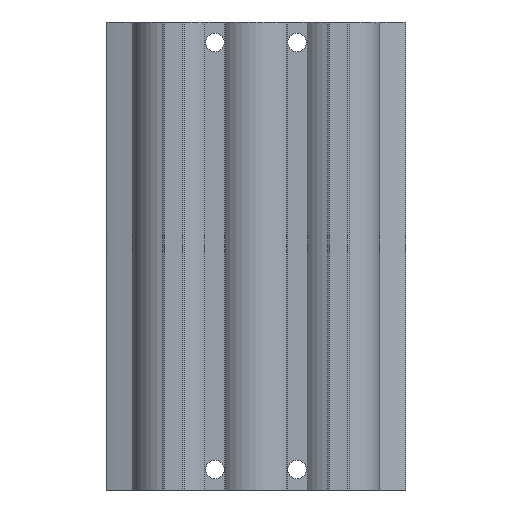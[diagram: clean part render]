
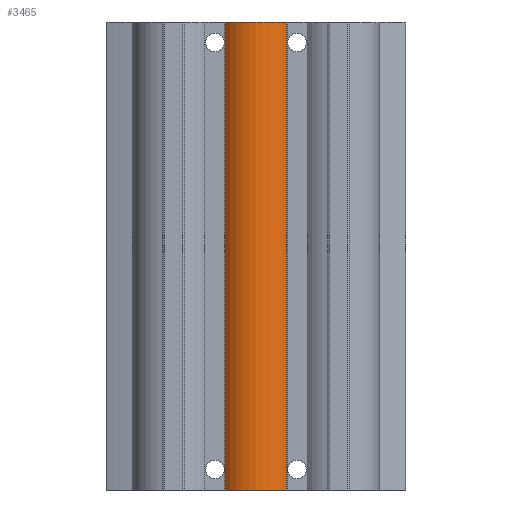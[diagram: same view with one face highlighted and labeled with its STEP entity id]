
A CAD part, front view. The second image highlights one B-rep face of the part: STEP entity #3465.
In plain terms, the highlighted cylindrical face has radius 10 mm (diameter 20 mm), a partial arc.
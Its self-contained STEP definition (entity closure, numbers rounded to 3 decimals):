
#134=CYLINDRICAL_SURFACE('',#3771,10.);
#289=LINE('',#5869,#521);
#290=LINE('',#5875,#522);
#521=VECTOR('',#4358,1000.);
#522=VECTOR('',#4365,1000.);
#874=ORIENTED_EDGE('',*,*,#1774,.F.);
#875=ORIENTED_EDGE('',*,*,#1773,.F.);
#876=ORIENTED_EDGE('',*,*,#1775,.T.);
#877=ORIENTED_EDGE('',*,*,#1776,.T.);
#1773=EDGE_CURVE('',#2215,#2214,#289,.T.);
#1774=EDGE_CURVE('',#2214,#2216,#2488,.T.);
#1775=EDGE_CURVE('',#2215,#2217,#2489,.T.);
#1776=EDGE_CURVE('',#2217,#2216,#290,.T.);
#2214=VERTEX_POINT('',#5866);
#2215=VERTEX_POINT('',#5868);
#2216=VERTEX_POINT('',#5872);
#2217=VERTEX_POINT('',#5874);
#2488=CIRCLE('',#3772,10.);
#2489=CIRCLE('',#3773,10.);
#2687=EDGE_LOOP('',(#874,#875,#876,#877));
#3051=FACE_BOUND('',#2687,.T.);
#3465=ADVANCED_FACE('',(#3051),#134,.T.);
#3771=AXIS2_PLACEMENT_3D('',#5870,#4359,#4360);
#3772=AXIS2_PLACEMENT_3D('',#5871,#4361,#4362);
#3773=AXIS2_PLACEMENT_3D('',#5873,#4363,#4364);
#4358=DIRECTION('',(0.,0.,1.));
#4359=DIRECTION('',(0.,0.,1.));
#4360=DIRECTION('',(1.,0.,0.));
#4361=DIRECTION('',(0.,0.,1.));
#4362=DIRECTION('',(1.,0.,0.));
#4363=DIRECTION('',(0.,0.,1.));
#4364=DIRECTION('',(1.,0.,0.));
#4365=DIRECTION('',(0.,0.,1.));
#5866=CARTESIAN_POINT('',(-7.491,4.375,0.));
#5868=CARTESIAN_POINT('',(-7.491,4.375,-114.));
#5869=CARTESIAN_POINT('',(-7.491,4.375,-114.));
#5870=CARTESIAN_POINT('',(0.,11.,-114.));
#5871=CARTESIAN_POINT('',(0.,11.,0.));
#5872=CARTESIAN_POINT('',(7.491,4.375,0.));
#5873=CARTESIAN_POINT('',(0.,11.,-114.));
#5874=CARTESIAN_POINT('',(7.491,4.375,-114.));
#5875=CARTESIAN_POINT('',(7.491,4.375,-114.));
